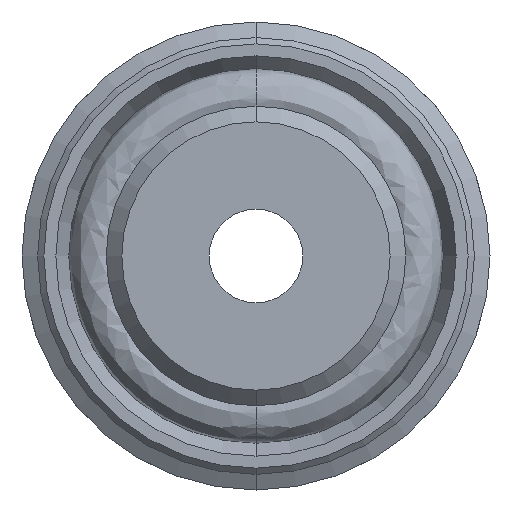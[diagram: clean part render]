
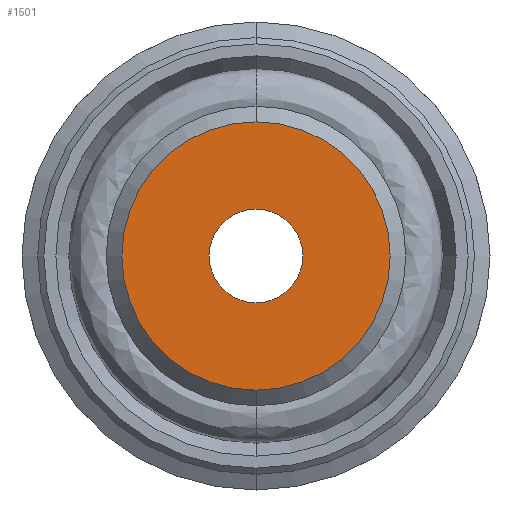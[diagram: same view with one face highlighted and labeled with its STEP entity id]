
A CAD part, front view. The second image highlights one B-rep face of the part: STEP entity #1501.
In plain terms, the highlighted planar face has unit normal (0, -1, 0).
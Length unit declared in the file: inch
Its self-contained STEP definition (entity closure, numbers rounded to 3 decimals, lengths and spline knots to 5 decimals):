
#44 = DIRECTION ( 'NONE',  ( 0., 0., 1. ) ) ;
#50 = DIRECTION ( 'NONE',  ( 0., 1., 0. ) ) ;
#59 = CARTESIAN_POINT ( 'NONE',  ( 0., 0., 0. ) ) ;
#86 = AXIS2_PLACEMENT_3D ( 'NONE', #59, #50, #44 ) ;
#93 = EDGE_CURVE ( 'NONE', #264, #1965, #1819, .T. ) ;
#94 = EDGE_LOOP ( 'NONE', ( #1779, #709 ) ) ;
#158 = CARTESIAN_POINT ( 'NONE',  ( 0., 0., 0. ) ) ;
#166 = EDGE_CURVE ( 'NONE', #1965, #264, #1775, .T. ) ;
#188 = ORIENTED_EDGE ( 'NONE', *, *, #1632, .T. ) ;
#264 = VERTEX_POINT ( 'NONE', #1331 ) ;
#266 = VERTEX_POINT ( 'NONE', #916 ) ;
#309 = DIRECTION ( 'NONE',  ( 0., 0., 1. ) ) ;
#390 = DIRECTION ( 'NONE',  ( 0., 0., 1. ) ) ;
#402 = DIRECTION ( 'NONE',  ( 0., 1., 0. ) ) ;
#403 = CARTESIAN_POINT ( 'NONE',  ( 0., 0., 0. ) ) ;
#413 = CARTESIAN_POINT ( 'NONE',  ( 0., 0., 0.16929 ) ) ;
#429 = PLANE ( 'NONE',  #1120 ) ;
#458 = EDGE_LOOP ( 'NONE', ( #1266, #188 ) ) ;
#464 = CARTESIAN_POINT ( 'NONE',  ( 0., 0., 0. ) ) ;
#545 = DIRECTION ( 'NONE',  ( 0., 0., 1. ) ) ;
#574 = DIRECTION ( 'NONE',  ( 0., -1., 0. ) ) ;
#709 = ORIENTED_EDGE ( 'NONE', *, *, #93, .T. ) ;
#775 = AXIS2_PLACEMENT_3D ( 'NONE', #464, #402, #390 ) ;
#909 = CIRCLE ( 'NONE', #966, 0.16929 ) ;
#916 = CARTESIAN_POINT ( 'NONE',  ( 0., 0., -0.16929 ) ) ;
#966 = AXIS2_PLACEMENT_3D ( 'NONE', #403, #1476, #545 ) ;
#983 = CIRCLE ( 'NONE', #1933, 0.16929 ) ;
#1040 = FACE_BOUND ( 'NONE', #94, .T. ) ;
#1045 = FACE_OUTER_BOUND ( 'NONE', #458, .T. ) ;
#1120 = AXIS2_PLACEMENT_3D ( 'NONE', #1507, #574, #1706 ) ;
#1211 = DIRECTION ( 'NONE',  ( 0., -1., 0. ) ) ;
#1266 = ORIENTED_EDGE ( 'NONE', *, *, #1908, .T. ) ;
#1331 = CARTESIAN_POINT ( 'NONE',  ( 0., 0., -0.05906 ) ) ;
#1476 = DIRECTION ( 'NONE',  ( 0., -1., 0. ) ) ;
#1491 = CARTESIAN_POINT ( 'NONE',  ( 0., 0., 0.05906 ) ) ;
#1501 = ADVANCED_FACE ( 'NONE', ( #1040, #1045 ), #429, .T. ) ;
#1507 = CARTESIAN_POINT ( 'NONE',  ( -0.11417, 0., 0. ) ) ;
#1632 = EDGE_CURVE ( 'NONE', #266, #1964, #983, .T. ) ;
#1706 = DIRECTION ( 'NONE',  ( 0., 0., -1. ) ) ;
#1775 = CIRCLE ( 'NONE', #775, 0.05906 ) ;
#1779 = ORIENTED_EDGE ( 'NONE', *, *, #166, .T. ) ;
#1819 = CIRCLE ( 'NONE', #86, 0.05906 ) ;
#1908 = EDGE_CURVE ( 'NONE', #1964, #266, #909, .T. ) ;
#1933 = AXIS2_PLACEMENT_3D ( 'NONE', #158, #1211, #309 ) ;
#1964 = VERTEX_POINT ( 'NONE', #413 ) ;
#1965 = VERTEX_POINT ( 'NONE', #1491 ) ;
